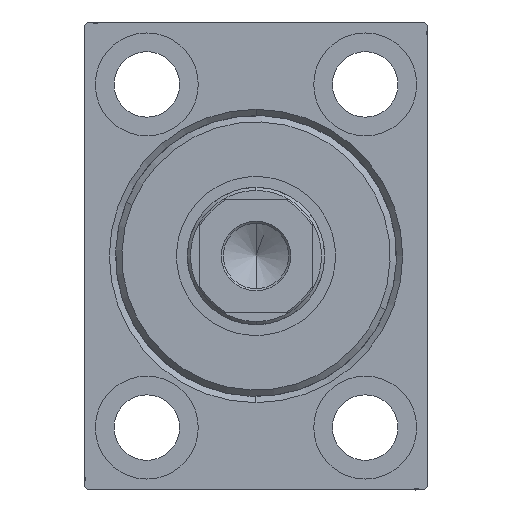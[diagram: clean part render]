
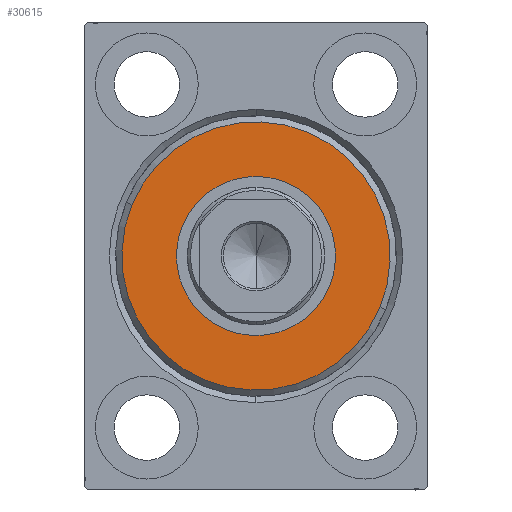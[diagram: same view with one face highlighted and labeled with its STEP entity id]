
A CAD part, left-side view. The second image highlights one B-rep face of the part: STEP entity #30615.
In plain terms, the highlighted face is planar.
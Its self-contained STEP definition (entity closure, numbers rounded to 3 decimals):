
#552 = CARTESIAN_POINT ( 'NONE',  ( 3., 0., 21.5 ) ) ;
#758 = CIRCLE ( 'NONE', #25656, 12.75 ) ;
#1459 = AXIS2_PLACEMENT_3D ( 'NONE', #24173, #30397, #7260 ) ;
#4101 = CARTESIAN_POINT ( 'NONE',  ( 3., 0., 0. ) ) ;
#4303 = CIRCLE ( 'NONE', #16404, 21.5 ) ;
#7260 = DIRECTION ( 'NONE',  ( 0., 0., -1. ) ) ;
#7648 = DIRECTION ( 'NONE',  ( 0., 0., -1. ) ) ;
#9336 = FACE_OUTER_BOUND ( 'NONE', #22858, .T. ) ;
#9996 = DIRECTION ( 'NONE',  ( 0., 0., -1. ) ) ;
#12202 = ORIENTED_EDGE ( 'NONE', *, *, #13312, .T. ) ;
#12731 = VERTEX_POINT ( 'NONE', #552 ) ;
#13310 = EDGE_CURVE ( 'NONE', #34975, #38113, #15670, .T. ) ;
#13312 = EDGE_CURVE ( 'NONE', #12731, #15852, #4303, .T. ) ;
#15670 = CIRCLE ( 'NONE', #1459, 12.75 ) ;
#15852 = VERTEX_POINT ( 'NONE', #34989 ) ;
#16404 = AXIS2_PLACEMENT_3D ( 'NONE', #43950, #20850, #27067 ) ;
#16911 = AXIS2_PLACEMENT_3D ( 'NONE', #31292, #30622, #40851 ) ;
#17681 = DIRECTION ( 'NONE',  ( -1., 0., 0. ) ) ;
#19328 = EDGE_CURVE ( 'NONE', #38113, #34975, #758, .T. ) ;
#20392 = ORIENTED_EDGE ( 'NONE', *, *, #13310, .T. ) ;
#20850 = DIRECTION ( 'NONE',  ( 1., 0., 0. ) ) ;
#22858 = EDGE_LOOP ( 'NONE', ( #12202, #36922 ) ) ;
#24173 = CARTESIAN_POINT ( 'NONE',  ( 3., 0., 0. ) ) ;
#25440 = CIRCLE ( 'NONE', #16911, 21.5 ) ;
#25656 = AXIS2_PLACEMENT_3D ( 'NONE', #4101, #17681, #7648 ) ;
#26253 = EDGE_LOOP ( 'NONE', ( #38418, #20392 ) ) ;
#27067 = DIRECTION ( 'NONE',  ( 0., 0., -1. ) ) ;
#27120 = DIRECTION ( 'NONE',  ( 1., 0., 0. ) ) ;
#30397 = DIRECTION ( 'NONE',  ( -1., 0., 0. ) ) ;
#30615 = ADVANCED_FACE ( 'NONE', ( #9336, #37372 ), #40463, .T. ) ;
#30622 = DIRECTION ( 'NONE',  ( 1., 0., 0. ) ) ;
#31292 = CARTESIAN_POINT ( 'NONE',  ( 3., 0., 0. ) ) ;
#34409 = CARTESIAN_POINT ( 'NONE',  ( 3., 0., -12.75 ) ) ;
#34975 = VERTEX_POINT ( 'NONE', #34409 ) ;
#34989 = CARTESIAN_POINT ( 'NONE',  ( 3., 0., -21.5 ) ) ;
#36610 = AXIS2_PLACEMENT_3D ( 'NONE', #37147, #27120, #9996 ) ;
#36922 = ORIENTED_EDGE ( 'NONE', *, *, #40406, .T. ) ;
#37147 = CARTESIAN_POINT ( 'NONE',  ( 3., 0., 0. ) ) ;
#37372 = FACE_BOUND ( 'NONE', #26253, .T. ) ;
#38113 = VERTEX_POINT ( 'NONE', #41105 ) ;
#38418 = ORIENTED_EDGE ( 'NONE', *, *, #19328, .T. ) ;
#40406 = EDGE_CURVE ( 'NONE', #15852, #12731, #25440, .T. ) ;
#40463 = PLANE ( 'NONE',  #36610 ) ;
#40851 = DIRECTION ( 'NONE',  ( 0., 0., -1. ) ) ;
#41105 = CARTESIAN_POINT ( 'NONE',  ( 3., 0., 12.75 ) ) ;
#43950 = CARTESIAN_POINT ( 'NONE',  ( 3., 0., 0. ) ) ;
